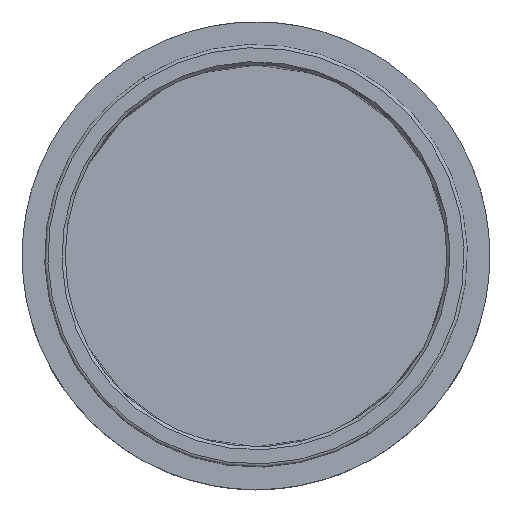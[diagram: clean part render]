
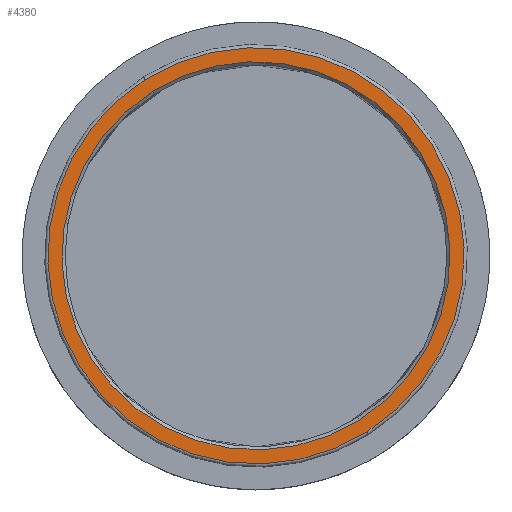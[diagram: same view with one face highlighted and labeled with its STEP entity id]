
A CAD part, top view. The second image highlights one B-rep face of the part: STEP entity #4380.
In plain terms, the highlighted planar face has unit normal (0, 0, 1).
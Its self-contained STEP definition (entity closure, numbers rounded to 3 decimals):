
#1226 = CARTESIAN_POINT ( 'NONE',  ( -348.431, 553.809, 425. ) ) ;
#1610 = DIRECTION ( 'NONE',  ( -0.533, 0.846, 0. ) ) ;
#1667 = VERTEX_POINT ( 'NONE', #9493 ) ;
#3389 = DIRECTION ( 'NONE',  ( 0., 0., -1. ) ) ;
#3398 = AXIS2_PLACEMENT_3D ( 'NONE', #3694, #13364, #15578 ) ;
#3694 = CARTESIAN_POINT ( 'NONE',  ( 0., 0., 425. ) ) ;
#3768 = CIRCLE ( 'NONE', #20456, 654.3 ) ;
#3928 = CARTESIAN_POINT ( 'NONE',  ( 0., 0., 425. ) ) ;
#3946 = DIRECTION ( 'NONE',  ( -0.533, 0.846, 0. ) ) ;
#4098 = PLANE ( 'NONE',  #6940 ) ;
#4380 = ADVANCED_FACE ( 'NONE', ( #19115, #16394 ), #4098, .T. ) ;
#4897 = VERTEX_POINT ( 'NONE', #6617 ) ;
#5057 = CARTESIAN_POINT ( 'NONE',  ( 0., 0., 425. ) ) ;
#6617 = CARTESIAN_POINT ( 'NONE',  ( 348.431, -553.809, 425. ) ) ;
#6940 = AXIS2_PLACEMENT_3D ( 'NONE', #18080, #9112, #14840 ) ;
#7301 = CIRCLE ( 'NONE', #3398, 610. ) ;
#7447 = ORIENTED_EDGE ( 'NONE', *, *, #11864, .T. ) ;
#7508 = AXIS2_PLACEMENT_3D ( 'NONE', #9396, #19181, #3946 ) ;
#9112 = DIRECTION ( 'NONE',  ( 0., 0., 1. ) ) ;
#9396 = CARTESIAN_POINT ( 'NONE',  ( 0., 0., 425. ) ) ;
#9493 = CARTESIAN_POINT ( 'NONE',  ( 324.841, -516.313, 425. ) ) ;
#10471 = EDGE_CURVE ( 'NONE', #16654, #4897, #3768, .T. ) ;
#10715 = DIRECTION ( 'NONE',  ( 0., 0., -1. ) ) ;
#11763 = EDGE_LOOP ( 'NONE', ( #21803, #14656 ) ) ;
#11864 = EDGE_CURVE ( 'NONE', #1667, #15418, #7301, .T. ) ;
#13317 = ORIENTED_EDGE ( 'NONE', *, *, #18466, .T. ) ;
#13364 = DIRECTION ( 'NONE',  ( 0., 0., -1. ) ) ;
#13895 = CIRCLE ( 'NONE', #20651, 654.3 ) ;
#14656 = ORIENTED_EDGE ( 'NONE', *, *, #15796, .F. ) ;
#14840 = DIRECTION ( 'NONE',  ( 1., 0., 0. ) ) ;
#15418 = VERTEX_POINT ( 'NONE', #18373 ) ;
#15578 = DIRECTION ( 'NONE',  ( -0.533, 0.846, 0. ) ) ;
#15796 = EDGE_CURVE ( 'NONE', #4897, #16654, #13895, .T. ) ;
#15932 = DIRECTION ( 'NONE',  ( -0.533, 0.846, 0. ) ) ;
#16394 = FACE_OUTER_BOUND ( 'NONE', #11763, .T. ) ;
#16654 = VERTEX_POINT ( 'NONE', #1226 ) ;
#17088 = CIRCLE ( 'NONE', #7508, 610. ) ;
#18080 = CARTESIAN_POINT ( 'NONE',  ( 0., 0., 425. ) ) ;
#18373 = CARTESIAN_POINT ( 'NONE',  ( -324.841, 516.313, 425. ) ) ;
#18466 = EDGE_CURVE ( 'NONE', #15418, #1667, #17088, .T. ) ;
#18554 = EDGE_LOOP ( 'NONE', ( #7447, #13317 ) ) ;
#19115 = FACE_BOUND ( 'NONE', #18554, .T. ) ;
#19181 = DIRECTION ( 'NONE',  ( 0., 0., -1. ) ) ;
#20456 = AXIS2_PLACEMENT_3D ( 'NONE', #5057, #3389, #1610 ) ;
#20651 = AXIS2_PLACEMENT_3D ( 'NONE', #3928, #10715, #15932 ) ;
#21803 = ORIENTED_EDGE ( 'NONE', *, *, #10471, .F. ) ;
